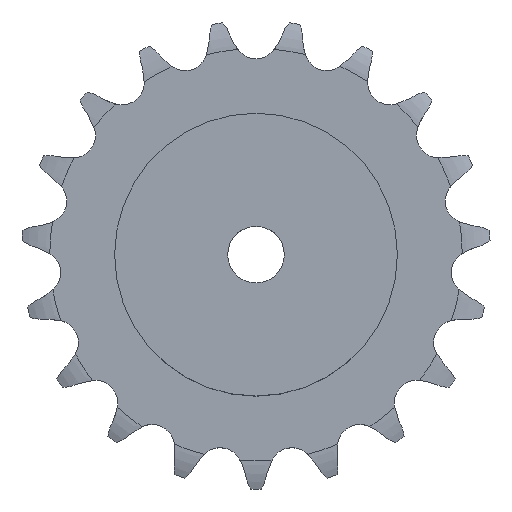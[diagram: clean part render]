
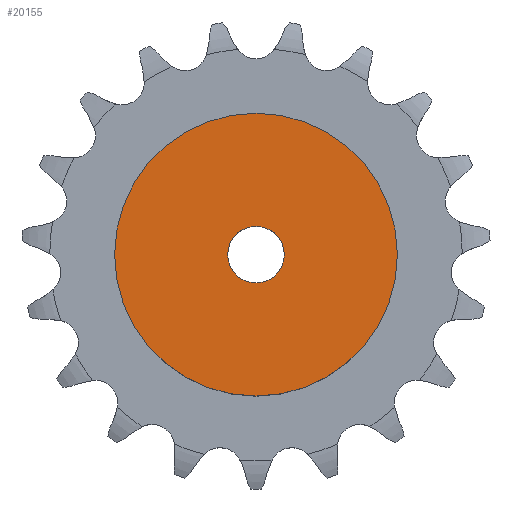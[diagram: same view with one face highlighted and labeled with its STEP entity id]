
A CAD part, top view. The second image highlights one B-rep face of the part: STEP entity #20155.
In plain terms, the highlighted planar face has unit normal (0, 0, 1).
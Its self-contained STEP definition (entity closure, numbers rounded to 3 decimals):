
#3789 = CYLINDRICAL_SURFACE('',#3790,25.);
#3790 = AXIS2_PLACEMENT_3D('',#3791,#3792,#3793);
#3791 = CARTESIAN_POINT('',(0.,0.,0.));
#3792 = DIRECTION('',(-0.,-0.,-1.));
#3793 = DIRECTION('',(1.,0.,0.));
#15142 = VERTEX_POINT('',#15143);
#15143 = CARTESIAN_POINT('',(25.,0.,18.));
#15164 = EDGE_CURVE('',#15142,#15142,#15165,.T.);
#15165 = SURFACE_CURVE('',#15166,(#15171,#15178),.PCURVE_S1.);
#15166 = CIRCLE('',#15167,25.);
#15167 = AXIS2_PLACEMENT_3D('',#15168,#15169,#15170);
#15168 = CARTESIAN_POINT('',(0.,0.,18.));
#15169 = DIRECTION('',(0.,0.,1.));
#15170 = DIRECTION('',(1.,0.,0.));
#15171 = PCURVE('',#3789,#15172);
#15172 = DEFINITIONAL_REPRESENTATION('',(#15173),#15177);
#15173 = LINE('',#15174,#15175);
#15174 = CARTESIAN_POINT('',(-0.,-18.));
#15175 = VECTOR('',#15176,1.);
#15176 = DIRECTION('',(-1.,0.));
#15177 = ( GEOMETRIC_REPRESENTATION_CONTEXT(2) 
PARAMETRIC_REPRESENTATION_CONTEXT() REPRESENTATION_CONTEXT('2D SPACE',''
  ) );
#15178 = PCURVE('',#15179,#15184);
#15179 = PLANE('',#15180);
#15180 = AXIS2_PLACEMENT_3D('',#15181,#15182,#15183);
#15181 = CARTESIAN_POINT('',(0.,0.,18.)
  );
#15182 = DIRECTION('',(0.,0.,1.));
#15183 = DIRECTION('',(1.,0.,0.));
#15184 = DEFINITIONAL_REPRESENTATION('',(#15185),#15189);
#15185 = CIRCLE('',#15186,25.);
#15186 = AXIS2_PLACEMENT_2D('',#15187,#15188);
#15187 = CARTESIAN_POINT('',(0.,0.));
#15188 = DIRECTION('',(1.,0.));
#15189 = ( GEOMETRIC_REPRESENTATION_CONTEXT(2) 
PARAMETRIC_REPRESENTATION_CONTEXT() REPRESENTATION_CONTEXT('2D SPACE',''
  ) );
#18074 = CYLINDRICAL_SURFACE('',#18075,5.);
#18075 = AXIS2_PLACEMENT_3D('',#18076,#18077,#18078);
#18076 = CARTESIAN_POINT('',(0.,0.,132.126));
#18077 = DIRECTION('',(0.,0.,1.));
#18078 = DIRECTION('',(1.,0.,0.));
#20155 = ADVANCED_FACE('',(#20156,#20159),#15179,.T.);
#20156 = FACE_BOUND('',#20157,.T.);
#20157 = EDGE_LOOP('',(#20158));
#20158 = ORIENTED_EDGE('',*,*,#15164,.T.);
#20159 = FACE_BOUND('',#20160,.T.);
#20160 = EDGE_LOOP('',(#20161));
#20161 = ORIENTED_EDGE('',*,*,#20162,.F.);
#20162 = EDGE_CURVE('',#20163,#20163,#20165,.T.);
#20163 = VERTEX_POINT('',#20164);
#20164 = CARTESIAN_POINT('',(5.,0.,18.));
#20165 = SURFACE_CURVE('',#20166,(#20171,#20178),.PCURVE_S1.);
#20166 = CIRCLE('',#20167,5.);
#20167 = AXIS2_PLACEMENT_3D('',#20168,#20169,#20170);
#20168 = CARTESIAN_POINT('',(0.,0.,18.));
#20169 = DIRECTION('',(0.,0.,1.));
#20170 = DIRECTION('',(1.,0.,0.));
#20171 = PCURVE('',#15179,#20172);
#20172 = DEFINITIONAL_REPRESENTATION('',(#20173),#20177);
#20173 = CIRCLE('',#20174,5.);
#20174 = AXIS2_PLACEMENT_2D('',#20175,#20176);
#20175 = CARTESIAN_POINT('',(0.,0.));
#20176 = DIRECTION('',(1.,0.));
#20177 = ( GEOMETRIC_REPRESENTATION_CONTEXT(2) 
PARAMETRIC_REPRESENTATION_CONTEXT() REPRESENTATION_CONTEXT('2D SPACE',''
  ) );
#20178 = PCURVE('',#18074,#20179);
#20179 = DEFINITIONAL_REPRESENTATION('',(#20180),#20184);
#20180 = LINE('',#20181,#20182);
#20181 = CARTESIAN_POINT('',(0.,-114.126));
#20182 = VECTOR('',#20183,1.);
#20183 = DIRECTION('',(1.,0.));
#20184 = ( GEOMETRIC_REPRESENTATION_CONTEXT(2) 
PARAMETRIC_REPRESENTATION_CONTEXT() REPRESENTATION_CONTEXT('2D SPACE',''
  ) );
